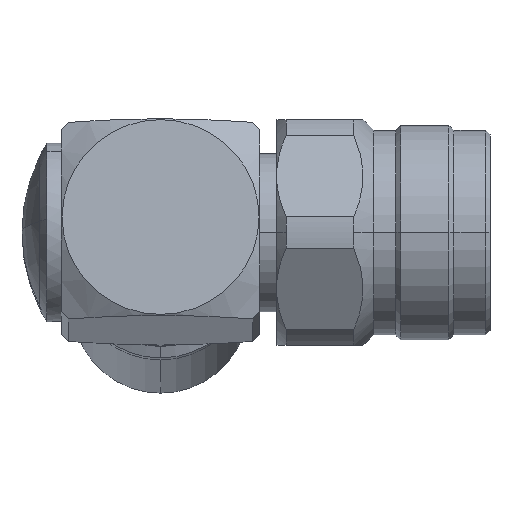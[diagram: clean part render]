
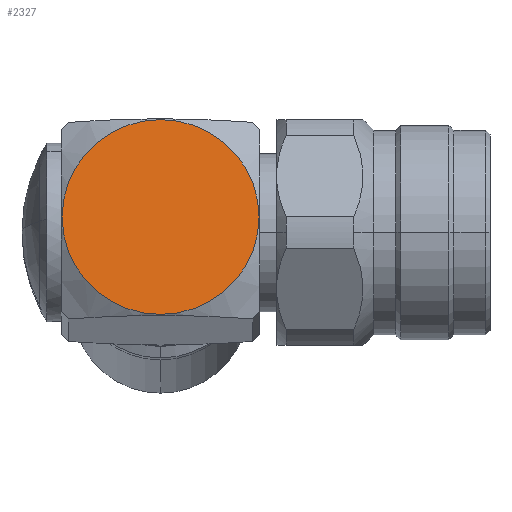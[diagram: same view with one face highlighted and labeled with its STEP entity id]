
A CAD part, top view. The second image highlights one B-rep face of the part: STEP entity #2327.
In plain terms, the highlighted planar face has unit normal (0, 0.148, 0.989).
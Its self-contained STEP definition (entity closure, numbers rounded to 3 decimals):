
#760 = CIRCLE ( 'NONE', #1597, 6.935 ) ;
#1597 = AXIS2_PLACEMENT_3D ( 'NONE', #2635, #4219, #5796 ) ;
#1755 = EDGE_CURVE ( 'NONE', #5381, #3842, #5342, .T. ) ;
#2023 = DIRECTION ( 'NONE',  ( 0., -0.148, -0.989 ) ) ;
#2088 = FACE_OUTER_BOUND ( 'NONE', #4571, .T. ) ;
#2249 = ORIENTED_EDGE ( 'NONE', *, *, #4943, .F. ) ;
#2327 = ADVANCED_FACE ( 'NONE', ( #2088 ), #2790, .T. ) ;
#2475 = CARTESIAN_POINT ( 'NONE',  ( -1382.424, -188.445, 7.252 ) ) ;
#2635 = CARTESIAN_POINT ( 'NONE',  ( -1382.424, -188.445, 7.252 ) ) ;
#2742 = CARTESIAN_POINT ( 'NONE',  ( -1382.424, -181.586, 6.228 ) ) ;
#2790 = PLANE ( 'NONE',  #4785 ) ;
#3842 = VERTEX_POINT ( 'NONE', #2742 ) ;
#3994 = DIRECTION ( 'NONE',  ( 0., -0.989, 0.148 ) ) ;
#4219 = DIRECTION ( 'NONE',  ( 0., -0.148, -0.989 ) ) ;
#4406 = CARTESIAN_POINT ( 'NONE',  ( -1389.424, -181.522, 6.218 ) ) ;
#4571 = EDGE_LOOP ( 'NONE', ( #2249, #5837 ) ) ;
#4785 = AXIS2_PLACEMENT_3D ( 'NONE', #4406, #6349, #5307 ) ;
#4943 = EDGE_CURVE ( 'NONE', #3842, #5381, #760, .T. ) ;
#5307 = DIRECTION ( 'NONE',  ( 0., -0.989, 0.148 ) ) ;
#5342 = CIRCLE ( 'NONE', #5756, 6.935 ) ;
#5381 = VERTEX_POINT ( 'NONE', #6293 ) ;
#5756 = AXIS2_PLACEMENT_3D ( 'NONE', #2475, #2023, #3994 ) ;
#5796 = DIRECTION ( 'NONE',  ( 0., -0.989, 0.148 ) ) ;
#5837 = ORIENTED_EDGE ( 'NONE', *, *, #1755, .F. ) ;
#6293 = CARTESIAN_POINT ( 'NONE',  ( -1382.424, -195.304, 8.276 ) ) ;
#6349 = DIRECTION ( 'NONE',  ( 0., 0.148, 0.989 ) ) ;
